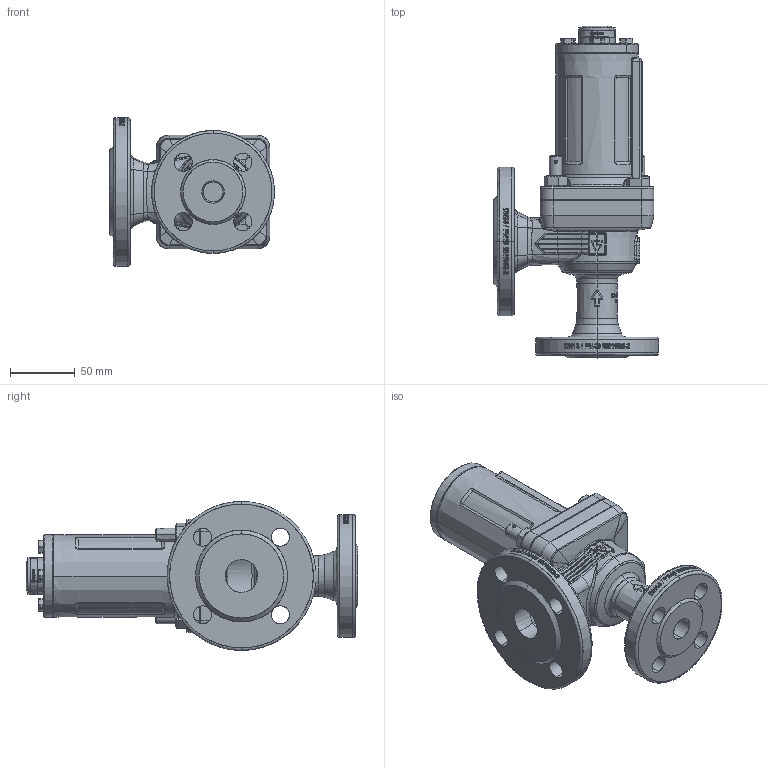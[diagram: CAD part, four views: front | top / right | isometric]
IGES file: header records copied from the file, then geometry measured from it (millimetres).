
Start section: SolidWorks IGES file using analytic representation for surfaces
Global section: file name: 355tGFO_15_FLFL_1525.IGS; native system: SolidWorks 2018; preprocessor: SolidWorks 2018; author: Hehr; date: 191212.114911; units: millimetre
Bounding box: 127.5 x 256.45 x 115 mm (x, y, z)
Surface area: 180505 mm2 (no closed solid volume)
Topology: 0 solids, 0 shells, 1801 faces, 23597 edges, 23559 vertices
Faces by surface type: bspline 1144, revolution 657
